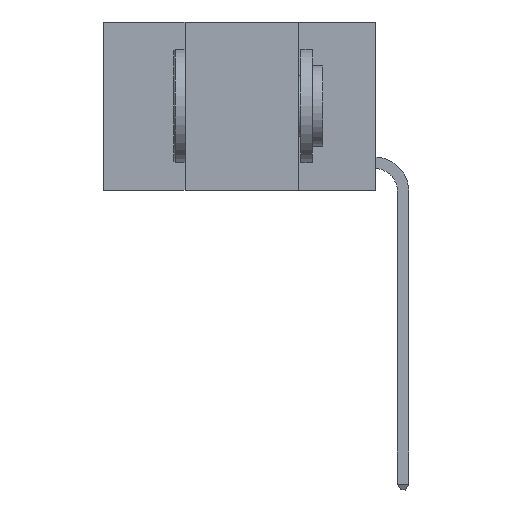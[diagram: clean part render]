
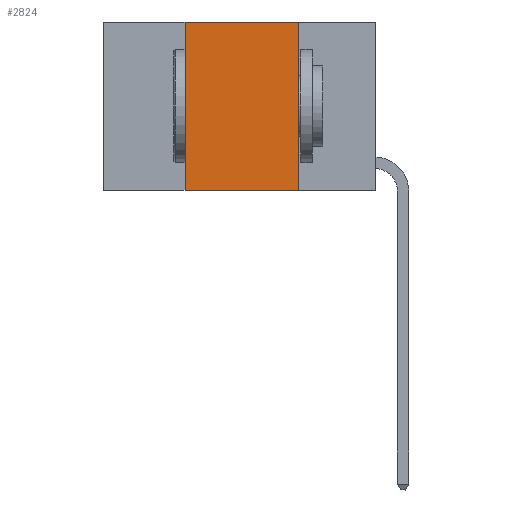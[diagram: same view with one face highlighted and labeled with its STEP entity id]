
A CAD part, left-side view. The second image highlights one B-rep face of the part: STEP entity #2824.
In plain terms, the highlighted planar face has unit normal (-1, 0, 0).
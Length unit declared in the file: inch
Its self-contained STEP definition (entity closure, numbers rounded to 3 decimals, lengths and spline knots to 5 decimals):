
#403 = AXIS2_PLACEMENT_3D ( 'NONE', #7328, #7049, #6976 ) ;
#923 = DIRECTION ( 'NONE',  ( 0., -1., 0. ) ) ;
#1475 = DIRECTION ( 'NONE',  ( 0., -1., 0. ) ) ;
#2249 = EDGE_CURVE ( 'NONE', #18844, #10848, #8145, .T. ) ;
#2698 = DIRECTION ( 'NONE',  ( 0., 0., 1. ) ) ;
#2739 = VECTOR ( 'NONE', #923, 39.37008 ) ;
#2810 = VERTEX_POINT ( 'NONE', #7996 ) ;
#2824 = ADVANCED_FACE ( 'NONE', ( #13310 ), #7095, .F. ) ;
#2933 = EDGE_CURVE ( 'NONE', #2810, #17690, #8351, .T. ) ;
#3151 = CARTESIAN_POINT ( 'NONE',  ( 0., 0.42, 0. ) ) ;
#3381 = CARTESIAN_POINT ( 'NONE',  ( 0., 0.17, 0. ) ) ;
#4840 = ORIENTED_EDGE ( 'NONE', *, *, #2249, .F. ) ;
#5591 = ORIENTED_EDGE ( 'NONE', *, *, #14640, .F. ) ;
#6051 = ORIENTED_EDGE ( 'NONE', *, *, #2933, .F. ) ;
#6095 = CARTESIAN_POINT ( 'NONE',  ( 0., 0.6, 0. ) ) ;
#6196 = ORIENTED_EDGE ( 'NONE', *, *, #16451, .T. ) ;
#6831 = LINE ( 'NONE', #13156, #2739 ) ;
#6976 = DIRECTION ( 'NONE',  ( 0., 0., -1. ) ) ;
#7049 = DIRECTION ( 'NONE',  ( 1., 0., 0. ) ) ;
#7095 = PLANE ( 'NONE',  #403 ) ;
#7328 = CARTESIAN_POINT ( 'NONE',  ( 0., 0.6, 0. ) ) ;
#7898 = VECTOR ( 'NONE', #2698, 39.37008 ) ;
#7996 = CARTESIAN_POINT ( 'NONE',  ( 0., 0.42, -0.37 ) ) ;
#8113 = CARTESIAN_POINT ( 'NONE',  ( 0., 0.17, -0.37 ) ) ;
#8145 = LINE ( 'NONE', #14596, #15710 ) ;
#8351 = LINE ( 'NONE', #3151, #7898 ) ;
#10848 = VERTEX_POINT ( 'NONE', #8113 ) ;
#11716 = CARTESIAN_POINT ( 'NONE',  ( 0., 0.42, 0. ) ) ;
#13156 = CARTESIAN_POINT ( 'NONE',  ( 0., 0.6, -0.37 ) ) ;
#13310 = FACE_OUTER_BOUND ( 'NONE', #17283, .T. ) ;
#13748 = LINE ( 'NONE', #6095, #16787 ) ;
#13974 = DIRECTION ( 'NONE',  ( 0., 0., -1. ) ) ;
#14596 = CARTESIAN_POINT ( 'NONE',  ( 0., 0.17, 0. ) ) ;
#14640 = EDGE_CURVE ( 'NONE', #17690, #18844, #13748, .T. ) ;
#15710 = VECTOR ( 'NONE', #13974, 39.37008 ) ;
#16451 = EDGE_CURVE ( 'NONE', #2810, #10848, #6831, .T. ) ;
#16787 = VECTOR ( 'NONE', #1475, 39.37008 ) ;
#17283 = EDGE_LOOP ( 'NONE', ( #4840, #5591, #6051, #6196 ) ) ;
#17690 = VERTEX_POINT ( 'NONE', #11716 ) ;
#18844 = VERTEX_POINT ( 'NONE', #3381 ) ;
